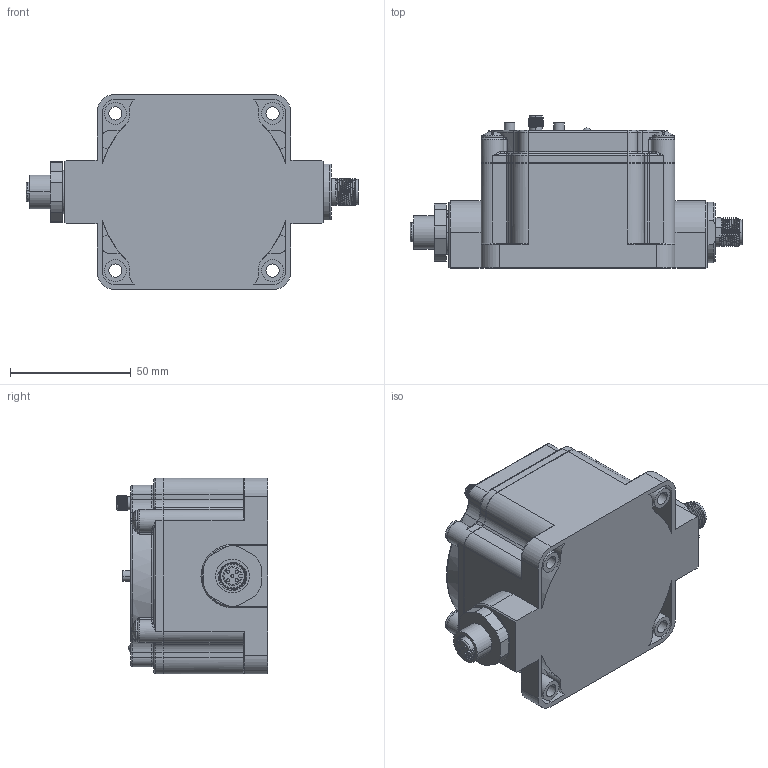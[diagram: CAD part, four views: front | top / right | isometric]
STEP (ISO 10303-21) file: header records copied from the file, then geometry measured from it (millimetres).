
FILE_DESCRIPTION((''),'2;1');
FILE_NAME('195217_SM01_ASM','2022-07-07T14:22:03',('PDMAdmin'),('BANNER ENGINEERING'),'CREO PARAMETRIC BY PTC INC, 2019292','CREO PARAMETRIC BY PTC INC, 2019292','');
FILE_SCHEMA(('CONFIG_CONTROL_DESIGN'));
Products named in the file (2): 195217_EP01; 195217_SM01_ASM
Assembly tree (1 placements, depth 2):
  195217_SM01_ASM
    195217_EP01
Bounding box: 137.21 x 62.79 x 80.85 mm (x, y, z)
Volume: 328119 mm3; surface area: 75830.6 mm2
Topology: 1 solids, 1 shells, 1346 faces, 3468 edges, 2193 vertices
Faces by surface type: cylinder 516, plane 511, torus 129, bspline 117, cone 45, sphere 24, revolution 4
Entity records: 61832 total; most frequent: CARTESIAN_POINT 29095, ORIENTED_EDGE 6920, DIRECTION 6818, EDGE_CURVE 3460, AXIS2_PLACEMENT_3D 2616, VERTEX_POINT 2193, VECTOR 1582, LINE 1582
